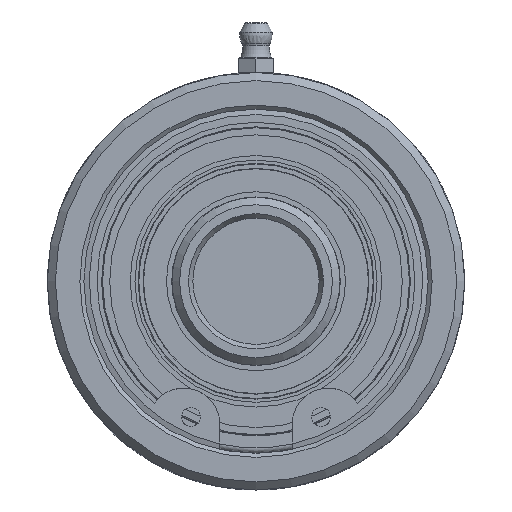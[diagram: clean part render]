
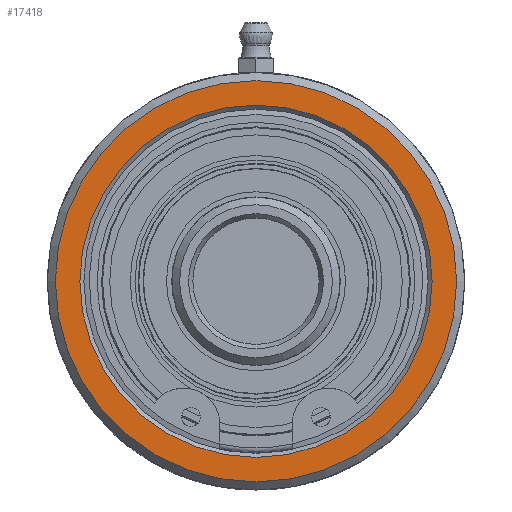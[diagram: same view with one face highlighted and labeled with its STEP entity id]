
A CAD part, left-side view. The second image highlights one B-rep face of the part: STEP entity #17418.
In plain terms, the highlighted planar face has unit normal (-1, 0, 0).
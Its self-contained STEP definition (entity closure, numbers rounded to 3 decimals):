
#185=FACE_BOUND('',#4475,.T.);
#2401=CIRCLE('',#18444,39.7);
#2402=CIRCLE('',#18446,34.85);
#3393=FACE_OUTER_BOUND('',#4474,.T.);
#4474=EDGE_LOOP('',(#15658));
#4475=EDGE_LOOP('',(#15659));
#8292=VERTEX_POINT('',#39201);
#8293=VERTEX_POINT('',#39205);
#10776=EDGE_CURVE('',#8292,#8292,#2401,.T.);
#10777=EDGE_CURVE('',#8293,#8293,#2402,.T.);
#15658=ORIENTED_EDGE('',*,*,#10776,.F.);
#15659=ORIENTED_EDGE('',*,*,#10777,.F.);
#16523=PLANE('',#18445);
#17418=ADVANCED_FACE('',(#3393,#185),#16523,.F.);
#18444=AXIS2_PLACEMENT_3D('',#39203,#21426,#21427);
#18445=AXIS2_PLACEMENT_3D('',#39204,#21428,#21429);
#18446=AXIS2_PLACEMENT_3D('',#39206,#21430,#21431);
#21426=DIRECTION('center_axis',(1.,0.,0.));
#21427=DIRECTION('ref_axis',(0.,0.,
1.));
#21428=DIRECTION('center_axis',(1.,0.,0.));
#21429=DIRECTION('ref_axis',(0.,0.,
1.));
#21430=DIRECTION('center_axis',(-1.,0.,0.));
#21431=DIRECTION('ref_axis',(0.,0.,
-1.));
#39201=CARTESIAN_POINT('',(-46.09,0.,-39.7));
#39203=CARTESIAN_POINT('Origin',(-46.09,0.,0.));
#39204=CARTESIAN_POINT('Origin',(-46.09,0.,-20.65));
#39205=CARTESIAN_POINT('',(-46.09,0.,34.85));
#39206=CARTESIAN_POINT('Origin',(-46.09,0.,0.));
